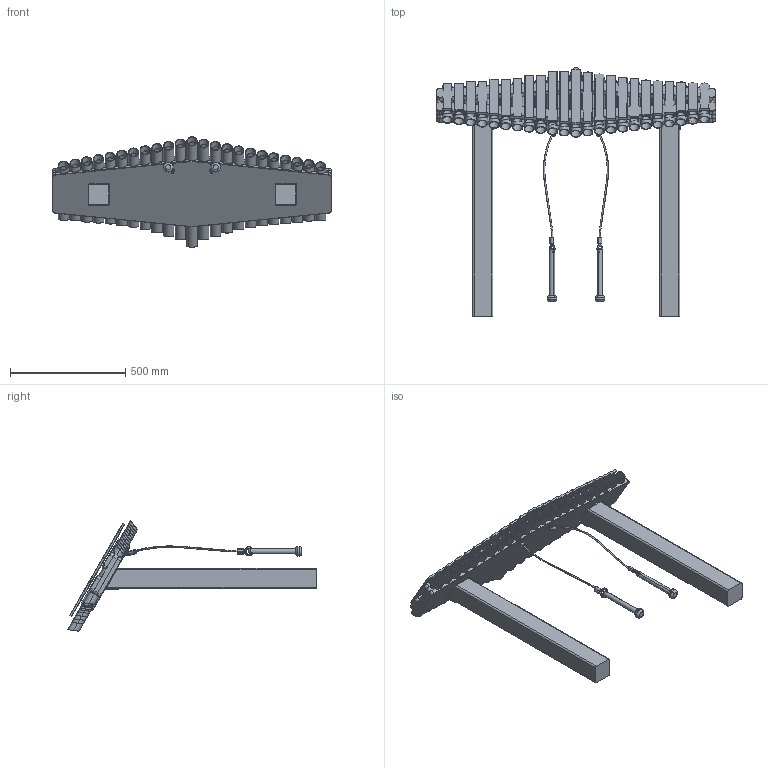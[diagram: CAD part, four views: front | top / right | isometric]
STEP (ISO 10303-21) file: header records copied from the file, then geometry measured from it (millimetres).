
FILE_DESCRIPTION (( 'STEP AP214' ), '1' );
FILE_NAME ('PEG-3D-STEP.STEP', '2020-01-15T18:55:31', ( '' ), ( '' ), 'SwSTEP 2.0', 'SolidWorks 2019', '' );
FILE_SCHEMA (( 'AUTOMOTIVE_DESIGN' ));
Length unit declared in the file: inch
Products named in the file (47): PEG-BAR_PEG-BAR-7; PEG-RESO-SET_PEG-RESO-1; FHP-RG-SS_FHP-RG-SS; 03-01-86-3014; PEG-RESO-SET_PEG-RESO-8; PEG-BAR_PEG-BAR-10; PEG-BACK_PEG-BACK; PEG-BAR_PEG-BAR-15; .25Cable_30in; PEG-BAR_PEG-BAR-9; PEG-BAR_PEG-BAR-1; PEG-RESO-SET_PEG-RESO-10; PEG-RESO-SET_PEG-RESO-9; MoldedMallet-Standard_NylonRod; MoldedMallet-Standard_80BLK; PEG-RESO-SET_PEG-RESO-4; PEG-BAR_PEG-BAR-8; PEG-BAR_PEG-BAR-16; PEG-BOOM-2_PEG-BOOM-2; PEG-RESO-SET_PEG-RESO-12; PEG-BAR_PEG-BAR-6; 7132K573_2in; PEG-RESO-SET_PEG-RESO-2; MalletAssembly_MA-80BLK-30; PEG-BOOM-1_PEG-BOOM-1; PEG-3D-STEP; POST-REC-SIGN_POST-REC-36-DEG30-SIGN; PEG-RESO-SET_PEG-RESO-11; PEG-BAR_PEG-BAR-3; MoldedMallet-Standard_Mallet; PEG-BAR_PEG-BAR-13; PEG-RESO-SET_PEG-RESO-6; PEG-BAR_PEG-BAR-5; POST-REC_POST-REC-36-DEG30; PEG-SIDE_PEG-SIDE; PEG-BAR_PEG-BAR-11; PEG-BAR_PEG-BAR-12; PEG-RESO-SET_PEG-RESO-3; HLSTR-SM-SS_HLSTR-SM-SS; PEG-BAR_PEG-BAR-2 ...
Assembly tree (76 placements, depth 4):
  PEG-3D-STEP
    PEG-BACK_PEG-BACK
    PEG-BOOM-1_PEG-BOOM-1
    PEG-BOOM-2_PEG-BOOM-2
    PEG-SIDE_PEG-SIDE  x2
    PEG-RESO-SET_PEG-RESO-12  x2
    PEG-RESO-SET_PEG-RESO-11  x2
    PEG-RESO-SET_PEG-RESO-10  x2
    PEG-RESO-SET_PEG-RESO-9  x2
    PEG-RESO-SET_PEG-RESO-8  x2
    PEG-RESO-SET_PEG-RESO-7  x2
    PEG-RESO-SET_PEG-RESO-6  x2
    PEG-RESO-SET_PEG-RESO-5  x2
    PEG-RESO-SET_PEG-RESO-4  x2
    PEG-RESO-SET_PEG-RESO-3  x2
    PEG-RESO-SET_PEG-RESO-2  x2
    PEG-RESO-SET_PEG-RESO-1
    PEG-BAR_PEG-BAR-16
    PEG-BAR_PEG-BAR-15  x2
    PEG-BAR_PEG-BAR-13
    PEG-BAR_PEG-BAR-12  x2
    PEG-BAR_PEG-BAR-10  x2
    PEG-BAR_PEG-BAR-9
    PEG-BAR_PEG-BAR-8  x2
    PEG-BAR_PEG-BAR-6
    PEG-BAR_PEG-BAR-5  x2
    PEG-BAR_PEG-BAR-3  x2
    PEG-BAR_PEG-BAR-2
    PEG-BAR_PEG-BAR-1
    PEG-BAR_PEG-BAR-4
    PEG-BAR_PEG-BAR-7
    PEG-BAR_PEG-BAR-11
    PEG-BAR_PEG-BAR-14
    PEG-BAR_PEG-BAR-17
    FHP-RG-SS_FHP-RG-SS  x2
    MalletAssembly_MA-80BLK-30
      MoldedMallet-Standard_80BLK
        MoldedMallet-Standard_Mallet
        MoldedMallet-Standard_NylonRod
      03-01-86-3014  x2
      7132K573_2in  x2
      .25Cable_30in
    MalletAssembly_MA-80BLK-30
      MoldedMallet-Standard_80BLK
        MoldedMallet-Standard_Mallet
        MoldedMallet-Standard_NylonRod
      03-01-86-3014  x2
      7132K573_2in  x2
      .25Cable_30in
    HLSTR-SM-SS_HLSTR-SM-SS  x2
    POST-REC_POST-REC-36-DEG30
    POST-REC-SIGN_POST-REC-36-DEG30-SIGN
      POST-REC_POST-REC-36-DEG30
Bounding box: 1212.85 x 1080.02 x 479.27 mm (x, y, z)
Volume: 25258165.7 mm3; surface area: 5031723.9 mm2
Topology: 71 solids, 71 shells, 1892 faces, 4803 edges, 3029 vertices
Faces by surface type: cylinder 886, plane 571, cone 208, torus 155, bspline 56, sphere 16
Entity records: 48757 total; most frequent: CARTESIAN_POINT 16001, ORIENTED_EDGE 6810, DIRECTION 6090, EDGE_CURVE 3405, AXIS2_PLACEMENT_3D 2257, VERTEX_POINT 2158, VECTOR 1576, LINE 1576
